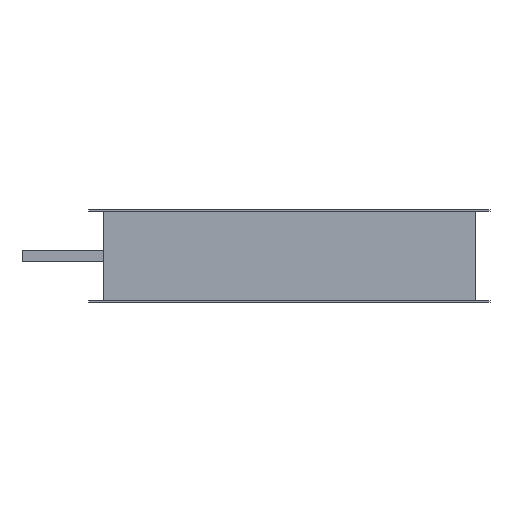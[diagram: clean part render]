
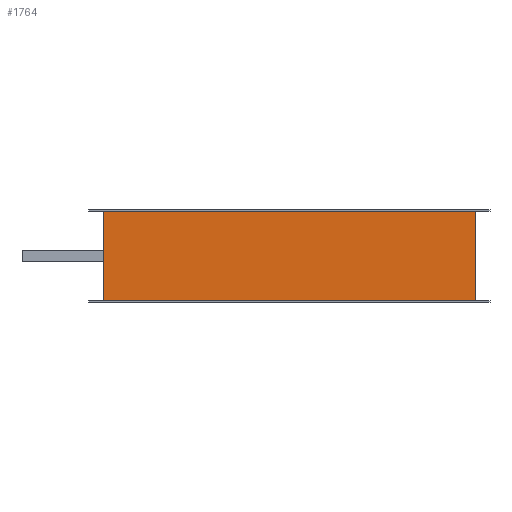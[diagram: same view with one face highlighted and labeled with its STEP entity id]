
A CAD part, front view. The second image highlights one B-rep face of the part: STEP entity #1764.
In plain terms, the highlighted planar face has unit normal (0, -1, 0).
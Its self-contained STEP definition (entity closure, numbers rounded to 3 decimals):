
#68 = DIRECTION ( 'NONE',  ( 0., 1., 0. ) ) ;
#87 = DIRECTION ( 'NONE',  ( 0., 0., -1. ) ) ;
#117 = EDGE_CURVE ( 'NONE', #1623, #2953, #5172, .T. ) ;
#217 = VERTEX_POINT ( 'NONE', #3991 ) ;
#255 = DIRECTION ( 'NONE',  ( 1., 0., 0. ) ) ;
#435 = EDGE_CURVE ( 'NONE', #217, #1548, #3603, .T. ) ;
#551 = LINE ( 'NONE', #3191, #2115 ) ;
#654 = ORIENTED_EDGE ( 'NONE', *, *, #2961, .F. ) ;
#913 = CARTESIAN_POINT ( 'NONE',  ( -250., -125., 60. ) ) ;
#1195 = CARTESIAN_POINT ( 'NONE',  ( 250., -125., 60. ) ) ;
#1391 = CARTESIAN_POINT ( 'NONE',  ( 250., -125., -60. ) ) ;
#1475 = VECTOR ( 'NONE', #2613, 1000. ) ;
#1548 = VERTEX_POINT ( 'NONE', #1195 ) ;
#1623 = VERTEX_POINT ( 'NONE', #1684 ) ;
#1684 = CARTESIAN_POINT ( 'NONE',  ( -250., -125., -60. ) ) ;
#1764 = ADVANCED_FACE ( 'NONE', ( #5596 ), #4000, .F. ) ;
#1819 = AXIS2_PLACEMENT_3D ( 'NONE', #913, #68, #4903 ) ;
#1881 = DIRECTION ( 'NONE',  ( 0., 0., -1. ) ) ;
#2099 = LINE ( 'NONE', #5333, #2927 ) ;
#2115 = VECTOR ( 'NONE', #1881, 1000. ) ;
#2318 = ORIENTED_EDGE ( 'NONE', *, *, #117, .T. ) ;
#2613 = DIRECTION ( 'NONE',  ( 1., 0., 0. ) ) ;
#2927 = VECTOR ( 'NONE', #87, 1000. ) ;
#2953 = VERTEX_POINT ( 'NONE', #1391 ) ;
#2961 = EDGE_CURVE ( 'NONE', #1548, #2953, #2099, .T. ) ;
#3189 = EDGE_LOOP ( 'NONE', ( #2318, #654, #4856, #5363 ) ) ;
#3191 = CARTESIAN_POINT ( 'NONE',  ( -250., -125., 60. ) ) ;
#3464 = VECTOR ( 'NONE', #255, 1000. ) ;
#3603 = LINE ( 'NONE', #5105, #3464 ) ;
#3851 = CARTESIAN_POINT ( 'NONE',  ( -250., -125., -60. ) ) ;
#3991 = CARTESIAN_POINT ( 'NONE',  ( -250., -125., 60. ) ) ;
#4000 = PLANE ( 'NONE',  #1819 ) ;
#4243 = EDGE_CURVE ( 'NONE', #217, #1623, #551, .T. ) ;
#4856 = ORIENTED_EDGE ( 'NONE', *, *, #435, .F. ) ;
#4903 = DIRECTION ( 'NONE',  ( 0., 0., 1. ) ) ;
#5105 = CARTESIAN_POINT ( 'NONE',  ( -250., -125., 60. ) ) ;
#5172 = LINE ( 'NONE', #3851, #1475 ) ;
#5333 = CARTESIAN_POINT ( 'NONE',  ( 250., -125., 60. ) ) ;
#5363 = ORIENTED_EDGE ( 'NONE', *, *, #4243, .T. ) ;
#5596 = FACE_OUTER_BOUND ( 'NONE', #3189, .T. ) ;
